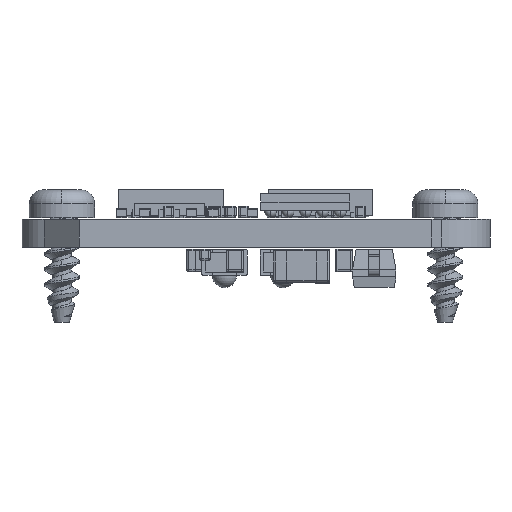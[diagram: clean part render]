
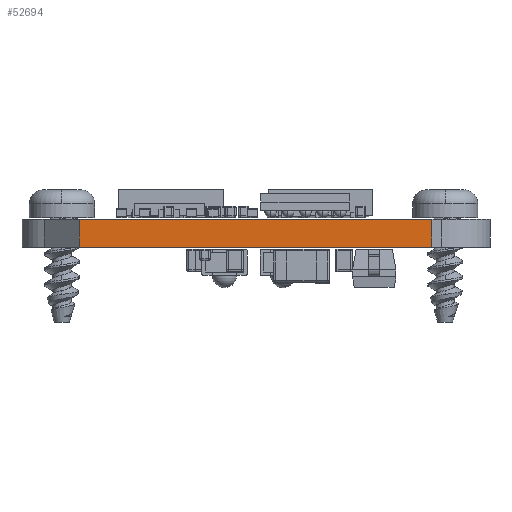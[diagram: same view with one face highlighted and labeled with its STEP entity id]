
A CAD part, front view. The second image highlights one B-rep face of the part: STEP entity #52694.
In plain terms, the highlighted planar face has unit normal (0, -1, 0).
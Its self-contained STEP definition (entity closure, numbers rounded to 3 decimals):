
#51452 = PLANE('',#51453);
#51453 = AXIS2_PLACEMENT_3D('',#51454,#51455,#51456);
#51454 = CARTESIAN_POINT('',(-2.836,-3.906,0.8));
#51455 = DIRECTION('',(0.,0.,1.));
#51456 = DIRECTION('',(1.,0.,0.));
#51506 = PLANE('',#51507);
#51507 = AXIS2_PLACEMENT_3D('',#51508,#51509,#51510);
#51508 = CARTESIAN_POINT('',(-2.836,-3.906,0.));
#51509 = DIRECTION('',(0.,0.,1.));
#51510 = DIRECTION('',(1.,0.,0.));
#51784 = VERTEX_POINT('',#51785);
#51785 = CARTESIAN_POINT('',(-7.886,-9.414,0.));
#51799 = PLANE('',#51800);
#51800 = AXIS2_PLACEMENT_3D('',#51801,#51802,#51803);
#51801 = CARTESIAN_POINT('',(-7.886,-5.414,0.));
#51802 = DIRECTION('',(1.,0.,0.));
#51803 = DIRECTION('',(0.,-1.,0.));
#51811 = EDGE_CURVE('',#51784,#51812,#51814,.T.);
#51812 = VERTEX_POINT('',#51813);
#51813 = CARTESIAN_POINT('',(2.25,-9.41,0.));
#51814 = SURFACE_CURVE('',#51815,(#51819,#51826),.PCURVE_S1.);
#51815 = LINE('',#51816,#51817);
#51816 = CARTESIAN_POINT('',(-7.886,-9.414,0.));
#51817 = VECTOR('',#51818,1.);
#51818 = DIRECTION('',(1.,0.,0.));
#51819 = PCURVE('',#51506,#51820);
#51820 = DEFINITIONAL_REPRESENTATION('',(#51821),#51825);
#51821 = LINE('',#51822,#51823);
#51822 = CARTESIAN_POINT('',(-5.05,-5.509));
#51823 = VECTOR('',#51824,1.);
#51824 = DIRECTION('',(1.,0.));
#51825 = ( GEOMETRIC_REPRESENTATION_CONTEXT(2) 
PARAMETRIC_REPRESENTATION_CONTEXT() REPRESENTATION_CONTEXT('2D SPACE',''
  ) );
#51826 = PCURVE('',#51827,#51832);
#51827 = PLANE('',#51828);
#51828 = AXIS2_PLACEMENT_3D('',#51829,#51830,#51831);
#51829 = CARTESIAN_POINT('',(-7.886,-9.414,0.));
#51830 = DIRECTION('',(0.,1.,0.));
#51831 = DIRECTION('',(1.,0.,0.));
#51832 = DEFINITIONAL_REPRESENTATION('',(#51833),#51837);
#51833 = LINE('',#51834,#51835);
#51834 = CARTESIAN_POINT('',(0.,0.));
#51835 = VECTOR('',#51836,1.);
#51836 = DIRECTION('',(1.,0.));
#51837 = ( GEOMETRIC_REPRESENTATION_CONTEXT(2) 
PARAMETRIC_REPRESENTATION_CONTEXT() REPRESENTATION_CONTEXT('2D SPACE',''
  ) );
#51855 = PLANE('',#51856);
#51856 = AXIS2_PLACEMENT_3D('',#51857,#51858,#51859);
#51857 = CARTESIAN_POINT('',(2.25,-9.41,0.));
#51858 = DIRECTION('',(-1.,0.,0.));
#51859 = DIRECTION('',(0.,1.,0.));
#52163 = VERTEX_POINT('',#52164);
#52164 = CARTESIAN_POINT('',(-7.886,-9.414,0.8));
#52185 = EDGE_CURVE('',#52163,#52186,#52188,.T.);
#52186 = VERTEX_POINT('',#52187);
#52187 = CARTESIAN_POINT('',(2.25,-9.41,0.8));
#52188 = SURFACE_CURVE('',#52189,(#52193,#52200),.PCURVE_S1.);
#52189 = LINE('',#52190,#52191);
#52190 = CARTESIAN_POINT('',(-7.886,-9.414,0.8));
#52191 = VECTOR('',#52192,1.);
#52192 = DIRECTION('',(1.,0.,0.));
#52193 = PCURVE('',#51452,#52194);
#52194 = DEFINITIONAL_REPRESENTATION('',(#52195),#52199);
#52195 = LINE('',#52196,#52197);
#52196 = CARTESIAN_POINT('',(-5.05,-5.509));
#52197 = VECTOR('',#52198,1.);
#52198 = DIRECTION('',(1.,0.));
#52199 = ( GEOMETRIC_REPRESENTATION_CONTEXT(2) 
PARAMETRIC_REPRESENTATION_CONTEXT() REPRESENTATION_CONTEXT('2D SPACE',''
  ) );
#52200 = PCURVE('',#51827,#52201);
#52201 = DEFINITIONAL_REPRESENTATION('',(#52202),#52206);
#52202 = LINE('',#52203,#52204);
#52203 = CARTESIAN_POINT('',(0.,-0.8));
#52204 = VECTOR('',#52205,1.);
#52205 = DIRECTION('',(1.,0.));
#52206 = ( GEOMETRIC_REPRESENTATION_CONTEXT(2) 
PARAMETRIC_REPRESENTATION_CONTEXT() REPRESENTATION_CONTEXT('2D SPACE',''
  ) );
#52646 = EDGE_CURVE('',#51784,#52163,#52647,.T.);
#52647 = SURFACE_CURVE('',#52648,(#52652,#52659),.PCURVE_S1.);
#52648 = LINE('',#52649,#52650);
#52649 = CARTESIAN_POINT('',(-7.886,-9.414,0.));
#52650 = VECTOR('',#52651,1.);
#52651 = DIRECTION('',(0.,0.,1.));
#52652 = PCURVE('',#51799,#52653);
#52653 = DEFINITIONAL_REPRESENTATION('',(#52654),#52658);
#52654 = LINE('',#52655,#52656);
#52655 = CARTESIAN_POINT('',(4.,0.));
#52656 = VECTOR('',#52657,1.);
#52657 = DIRECTION('',(0.,-1.));
#52658 = ( GEOMETRIC_REPRESENTATION_CONTEXT(2) 
PARAMETRIC_REPRESENTATION_CONTEXT() REPRESENTATION_CONTEXT('2D SPACE',''
  ) );
#52659 = PCURVE('',#51827,#52660);
#52660 = DEFINITIONAL_REPRESENTATION('',(#52661),#52665);
#52661 = LINE('',#52662,#52663);
#52662 = CARTESIAN_POINT('',(0.,0.));
#52663 = VECTOR('',#52664,1.);
#52664 = DIRECTION('',(0.,-1.));
#52665 = ( GEOMETRIC_REPRESENTATION_CONTEXT(2) 
PARAMETRIC_REPRESENTATION_CONTEXT() REPRESENTATION_CONTEXT('2D SPACE',''
  ) );
#52671 = EDGE_CURVE('',#51812,#52186,#52672,.T.);
#52672 = SURFACE_CURVE('',#52673,(#52677,#52684),.PCURVE_S1.);
#52673 = LINE('',#52674,#52675);
#52674 = CARTESIAN_POINT('',(2.25,-9.41,0.));
#52675 = VECTOR('',#52676,1.);
#52676 = DIRECTION('',(0.,0.,1.));
#52677 = PCURVE('',#51855,#52678);
#52678 = DEFINITIONAL_REPRESENTATION('',(#52679),#52683);
#52679 = LINE('',#52680,#52681);
#52680 = CARTESIAN_POINT('',(0.,0.));
#52681 = VECTOR('',#52682,1.);
#52682 = DIRECTION('',(0.,-1.));
#52683 = ( GEOMETRIC_REPRESENTATION_CONTEXT(2) 
PARAMETRIC_REPRESENTATION_CONTEXT() REPRESENTATION_CONTEXT('2D SPACE',''
  ) );
#52684 = PCURVE('',#51827,#52685);
#52685 = DEFINITIONAL_REPRESENTATION('',(#52686),#52690);
#52686 = LINE('',#52687,#52688);
#52687 = CARTESIAN_POINT('',(10.136,0.));
#52688 = VECTOR('',#52689,1.);
#52689 = DIRECTION('',(0.,-1.));
#52690 = ( GEOMETRIC_REPRESENTATION_CONTEXT(2) 
PARAMETRIC_REPRESENTATION_CONTEXT() REPRESENTATION_CONTEXT('2D SPACE',''
  ) );
#52694 = ADVANCED_FACE('',(#52695),#51827,.F.);
#52695 = FACE_BOUND('',#52696,.F.);
#52696 = EDGE_LOOP('',(#52697,#52698,#52699,#52700));
#52697 = ORIENTED_EDGE('',*,*,#52646,.T.);
#52698 = ORIENTED_EDGE('',*,*,#52185,.T.);
#52699 = ORIENTED_EDGE('',*,*,#52671,.F.);
#52700 = ORIENTED_EDGE('',*,*,#51811,.F.);
